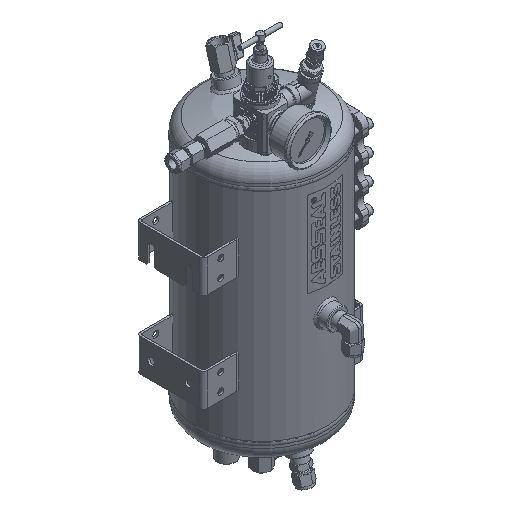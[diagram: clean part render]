
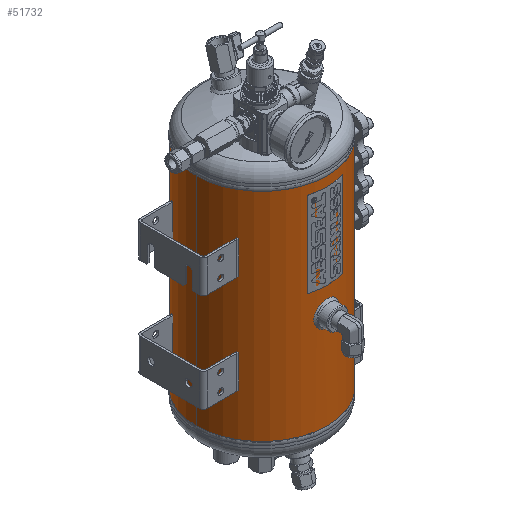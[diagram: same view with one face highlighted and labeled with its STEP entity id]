
A CAD part, isometric view. The second image highlights one B-rep face of the part: STEP entity #51732.
In plain terms, the highlighted cylindrical face has radius 100 mm (diameter 200 mm), a partial arc.
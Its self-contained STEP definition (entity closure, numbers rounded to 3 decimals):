
#3170=LINE('',#80076,#6504);
#3171=LINE('',#80081,#6505);
#3172=LINE('',#80085,#6506);
#3173=LINE('',#80089,#6507);
#6504=VECTOR('',#66115,1000.);
#6505=VECTOR('',#66118,1000.);
#6506=VECTOR('',#66121,1000.);
#6507=VECTOR('',#66124,1000.);
#9838=CIRCLE('',#60835,100.);
#9839=CIRCLE('',#60836,100.);
#9840=CIRCLE('',#60837,100.);
#9841=CIRCLE('',#60838,100.);
#11675=ORIENTED_EDGE('',*,*,#27251,.T.);
#11676=ORIENTED_EDGE('',*,*,#27252,.T.);
#11677=ORIENTED_EDGE('',*,*,#27253,.T.);
#11678=ORIENTED_EDGE('',*,*,#27254,.F.);
#11679=ORIENTED_EDGE('',*,*,#27255,.F.);
#11680=ORIENTED_EDGE('',*,*,#27256,.F.);
#11681=ORIENTED_EDGE('',*,*,#27257,.F.);
#11682=ORIENTED_EDGE('',*,*,#27258,.T.);
#11683=ORIENTED_EDGE('',*,*,#27259,.T.);
#11684=ORIENTED_EDGE('',*,*,#27260,.F.);
#11685=ORIENTED_EDGE('',*,*,#27261,.F.);
#27251=EDGE_CURVE('',#35039,#35039,#40481,.T.);
#27252=EDGE_CURVE('',#35040,#35040,#40482,.T.);
#27253=EDGE_CURVE('',#35041,#35041,#40483,.T.);
#27254=EDGE_CURVE('',#35042,#35043,#3170,.T.);
#27255=EDGE_CURVE('',#35044,#35042,#9838,.T.);
#27256=EDGE_CURVE('',#35045,#35044,#3171,.F.);
#27257=EDGE_CURVE('',#35046,#35045,#9839,.T.);
#27258=EDGE_CURVE('',#35046,#35047,#3172,.T.);
#27259=EDGE_CURVE('',#35047,#35048,#9840,.T.);
#27260=EDGE_CURVE('',#35049,#35048,#3173,.T.);
#27261=EDGE_CURVE('',#35043,#35049,#9841,.T.);
#35039=VERTEX_POINT('',#80051);
#35040=VERTEX_POINT('',#80063);
#35041=VERTEX_POINT('',#80075);
#35042=VERTEX_POINT('',#80077);
#35043=VERTEX_POINT('',#80078);
#35044=VERTEX_POINT('',#80080);
#35045=VERTEX_POINT('',#80082);
#35046=VERTEX_POINT('',#80084);
#35047=VERTEX_POINT('',#80086);
#35048=VERTEX_POINT('',#80088);
#35049=VERTEX_POINT('',#80090);
#40481=B_SPLINE_CURVE_WITH_KNOTS('',3,(#80032,#80033,#80034,#80035,#80036,
#80037,#80038,#80039,#80040,#80041,#80042,#80043,#80044,#80045,#80046,#80047,
#80048,#80049,#80050),.UNSPECIFIED.,.T.,.F.,(1,1,1,1,1,1,1,1,1,1,1,1,1,
1,1,1,1,1,1,1,1,1,1),(-0.018,-0.012,-0.006,
0.,0.006,0.012,0.018,0.023,
0.029,0.035,0.041,0.047,
0.053,0.059,0.065,0.07,
0.076,0.082,0.088,0.094,
0.1,0.106,0.112),.UNSPECIFIED.);
#40482=B_SPLINE_CURVE_WITH_KNOTS('',3,(#80052,#80053,#80054,#80055,#80056,
#80057,#80058,#80059,#80060,#80061,#80062),.UNSPECIFIED.,.T.,.F.,(1,1,1,
1,1,1,1,1,1,1,1,1,1,1,1),(-0.012,-0.008,-0.004,
0.,0.004,0.008,0.012,
0.016,0.02,0.023,0.027,
0.031,0.035,0.039,0.043),
 .UNSPECIFIED.);
#40483=B_SPLINE_CURVE_WITH_KNOTS('',3,(#80064,#80065,#80066,#80067,#80068,
#80069,#80070,#80071,#80072,#80073,#80074),.UNSPECIFIED.,.T.,.F.,(1,1,1,
1,1,1,1,1,1,1,1,1,1,1,1),(-0.012,-0.008,-0.004,
0.,0.004,0.008,0.012,
0.016,0.02,0.023,0.027,
0.031,0.035,0.039,0.043),
 .UNSPECIFIED.);
#42738=EDGE_LOOP('',(#11675));
#42739=EDGE_LOOP('',(#11676));
#42740=EDGE_LOOP('',(#11677));
#42741=EDGE_LOOP('',(#11678,#11679,#11680,#11681,#11682,#11683,#11684,#11685));
#46833=FACE_BOUND('',#42738,.T.);
#46834=FACE_BOUND('',#42739,.T.);
#46835=FACE_BOUND('',#42740,.T.);
#46836=FACE_BOUND('',#42741,.T.);
#50928=CYLINDRICAL_SURFACE('',#60834,100.);
#51732=ADVANCED_FACE('',(#46833,#46834,#46835,#46836),#50928,.T.);
#60834=AXIS2_PLACEMENT_3D('',#80031,#66113,#66114);
#60835=AXIS2_PLACEMENT_3D('',#80079,#66116,#66117);
#60836=AXIS2_PLACEMENT_3D('',#80083,#66119,#66120);
#60837=AXIS2_PLACEMENT_3D('',#80087,#66122,#66123);
#60838=AXIS2_PLACEMENT_3D('',#80091,#66125,#66126);
#66113=DIRECTION('',(0.,-1.,0.));
#66114=DIRECTION('',(0.,0.,-1.));
#66115=DIRECTION('',(0.,-1.,0.));
#66116=DIRECTION('',(0.,1.,0.));
#66117=DIRECTION('',(1.,0.,0.));
#66118=DIRECTION('',(0.,-1.,0.));
#66119=DIRECTION('',(0.,-1.,0.));
#66120=DIRECTION('',(1.,0.,0.));
#66121=DIRECTION('',(0.,-1.,0.));
#66122=DIRECTION('',(0.,1.,0.));
#66123=DIRECTION('',(1.,0.,0.));
#66124=DIRECTION('',(0.,-1.,0.));
#66125=DIRECTION('',(0.,-1.,0.));
#66126=DIRECTION('',(1.,0.,0.));
#80031=CARTESIAN_POINT('',(0.,330.,0.));
#80032=CARTESIAN_POINT('',(-98.994,187.429,14.208));
#80033=CARTESIAN_POINT('',(-98.806,181.503,15.395));
#80034=CARTESIAN_POINT('',(-98.993,175.608,14.214));
#80035=CARTESIAN_POINT('',(-99.436,170.625,10.88));
#80036=CARTESIAN_POINT('',(-99.878,167.295,5.9));
#80037=CARTESIAN_POINT('',(-100.061,166.117,0.009));
#80038=CARTESIAN_POINT('',(-99.879,167.288,-5.887));
#80039=CARTESIAN_POINT('',(-99.437,170.623,-10.879));
#80040=CARTESIAN_POINT('',(-98.992,175.61,-14.215));
#80041=CARTESIAN_POINT('',(-98.807,181.503,-15.391));
#80042=CARTESIAN_POINT('',(-98.992,187.396,-14.219));
#80043=CARTESIAN_POINT('',(-99.435,192.379,-10.892));
#80044=CARTESIAN_POINT('',(-99.877,195.718,-5.914));
#80045=CARTESIAN_POINT('',(-100.061,196.901,-0.013));
#80046=CARTESIAN_POINT('',(-99.878,195.728,5.889));
#80047=CARTESIAN_POINT('',(-99.437,192.395,10.874));
#80048=CARTESIAN_POINT('',(-98.994,187.429,14.208));
#80049=CARTESIAN_POINT('',(-98.806,181.503,15.395));
#80050=CARTESIAN_POINT('',(-98.993,175.608,14.214));
#80051=CARTESIAN_POINT('',(-98.869,181.508,15.));
#80052=CARTESIAN_POINT('',(3.922,158.915,-99.937));
#80053=CARTESIAN_POINT('',(-0.001,160.542,-100.031));
#80054=CARTESIAN_POINT('',(-3.918,158.916,-99.937));
#80055=CARTESIAN_POINT('',(-5.54,155.004,-99.844));
#80056=CARTESIAN_POINT('',(-3.921,151.083,-99.937));
#80057=CARTESIAN_POINT('',(-0.001,149.46,-100.031));
#80058=CARTESIAN_POINT('',(3.913,151.078,-99.938));
#80059=CARTESIAN_POINT('',(5.541,154.994,-99.844));
#80060=CARTESIAN_POINT('',(3.922,158.915,-99.937));
#80061=CARTESIAN_POINT('',(-0.001,160.542,-100.031));
#80062=CARTESIAN_POINT('',(-3.918,158.916,-99.937));
#80063=CARTESIAN_POINT('',(0.,160.,-100.));
#80064=CARTESIAN_POINT('',(3.922,48.915,-99.937));
#80065=CARTESIAN_POINT('',(-0.001,50.542,-100.031));
#80066=CARTESIAN_POINT('',(-3.918,48.916,-99.937));
#80067=CARTESIAN_POINT('',(-5.54,45.004,-99.844));
#80068=CARTESIAN_POINT('',(-3.921,41.083,-99.937));
#80069=CARTESIAN_POINT('',(-0.001,39.46,-100.031));
#80070=CARTESIAN_POINT('',(3.913,41.078,-99.938));
#80071=CARTESIAN_POINT('',(5.541,44.994,-99.844));
#80072=CARTESIAN_POINT('',(3.922,48.915,-99.937));
#80073=CARTESIAN_POINT('',(-0.001,50.542,-100.031));
#80074=CARTESIAN_POINT('',(-3.918,48.916,-99.937));
#80075=CARTESIAN_POINT('',(0.,50.,-100.));
#80076=CARTESIAN_POINT('',(-0.241,165.,100.));
#80077=CARTESIAN_POINT('',(-0.241,330.,100.));
#80078=CARTESIAN_POINT('',(-0.241,265.,100.));
#80079=CARTESIAN_POINT('',(0.,330.,0.));
#80080=CARTESIAN_POINT('',(0.241,330.,100.));
#80081=CARTESIAN_POINT('',(0.241,165.,100.));
#80082=CARTESIAN_POINT('',(0.241,265.,100.));
#80083=CARTESIAN_POINT('',(0.,265.,0.));
#80084=CARTESIAN_POINT('',(0.254,265.,100.));
#80085=CARTESIAN_POINT('',(0.254,265.,100.));
#80086=CARTESIAN_POINT('',(0.254,0.,100.));
#80087=CARTESIAN_POINT('',(0.,0.,0.));
#80088=CARTESIAN_POINT('',(-0.254,0.,100.));
#80089=CARTESIAN_POINT('',(-0.254,265.,100.));
#80090=CARTESIAN_POINT('',(-0.254,265.,100.));
#80091=CARTESIAN_POINT('',(0.,265.,0.));
